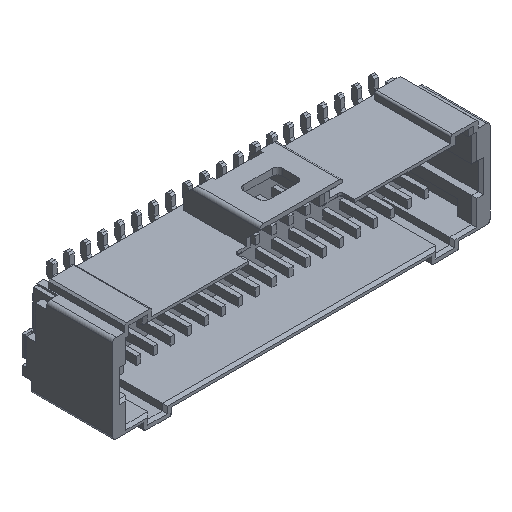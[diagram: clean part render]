
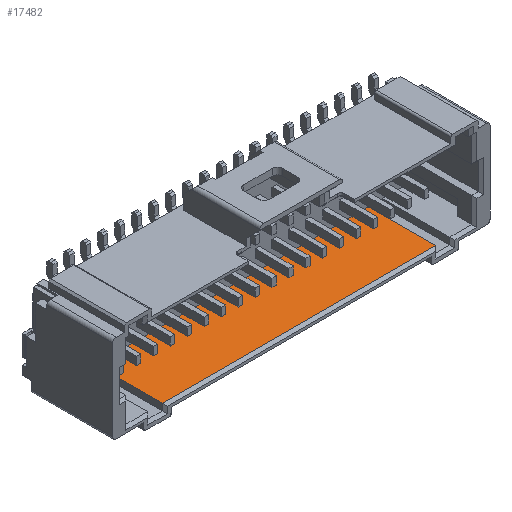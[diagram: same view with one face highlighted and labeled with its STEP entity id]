
A CAD part, isometric view. The second image highlights one B-rep face of the part: STEP entity #17482.
In plain terms, the highlighted planar face has unit normal (0, 0, 1).
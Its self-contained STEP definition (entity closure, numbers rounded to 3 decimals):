
#7524 = PLANE('',#7525);
#7525 = AXIS2_PLACEMENT_3D('',#7526,#7527,#7528);
#7526 = CARTESIAN_POINT('',(0.,5.,0.));
#7527 = DIRECTION('',(0.,-1.,0.));
#7528 = DIRECTION('',(0.,0.,-1.));
#12783 = PLANE('',#12784);
#12784 = AXIS2_PLACEMENT_3D('',#12785,#12786,#12787);
#12785 = CARTESIAN_POINT('',(-8.075,1.04,0.305));
#12786 = DIRECTION('',(0.,0.707,-0.707));
#12787 = DIRECTION('',(1.,0.,0.));
#17374 = PLANE('',#17375);
#17375 = AXIS2_PLACEMENT_3D('',#17376,#17377,#17378);
#17376 = CARTESIAN_POINT('',(-8.075,5.,-0.09));
#17377 = DIRECTION('',(1.,0.,0.));
#17378 = DIRECTION('',(0.,0.,-1.));
#17412 = VERTEX_POINT('',#17413);
#17413 = CARTESIAN_POINT('',(-8.075,1.04,0.305));
#17434 = EDGE_CURVE('',#17412,#17435,#17437,.T.);
#17435 = VERTEX_POINT('',#17436);
#17436 = CARTESIAN_POINT('',(-8.075,5.,0.305));
#17437 = SURFACE_CURVE('',#17438,(#17442,#17449),.PCURVE_S1.);
#17438 = LINE('',#17439,#17440);
#17439 = CARTESIAN_POINT('',(-8.075,5.,0.305));
#17440 = VECTOR('',#17441,1.);
#17441 = DIRECTION('',(0.,1.,0.));
#17442 = PCURVE('',#17374,#17443);
#17443 = DEFINITIONAL_REPRESENTATION('',(#17444),#17448);
#17444 = LINE('',#17445,#17446);
#17445 = CARTESIAN_POINT('',(-0.395,0.));
#17446 = VECTOR('',#17447,1.);
#17447 = DIRECTION('',(0.,1.));
#17448 = ( GEOMETRIC_REPRESENTATION_CONTEXT(2) 
PARAMETRIC_REPRESENTATION_CONTEXT() REPRESENTATION_CONTEXT('2D SPACE',''
  ) );
#17449 = PCURVE('',#17450,#17455);
#17450 = PLANE('',#17451);
#17451 = AXIS2_PLACEMENT_3D('',#17452,#17453,#17454);
#17452 = CARTESIAN_POINT('',(-8.075,5.,0.305));
#17453 = DIRECTION('',(0.,0.,-1.));
#17454 = DIRECTION('',(-1.,0.,0.));
#17455 = DEFINITIONAL_REPRESENTATION('',(#17456),#17460);
#17456 = LINE('',#17457,#17458);
#17457 = CARTESIAN_POINT('',(0.,0.));
#17458 = VECTOR('',#17459,1.);
#17459 = DIRECTION('',(0.,1.));
#17460 = ( GEOMETRIC_REPRESENTATION_CONTEXT(2) 
PARAMETRIC_REPRESENTATION_CONTEXT() REPRESENTATION_CONTEXT('2D SPACE',''
  ) );
#17482 = ADVANCED_FACE('',(#17483),#17450,.F.);
#17483 = FACE_BOUND('',#17484,.T.);
#17484 = EDGE_LOOP('',(#17485,#17486,#17509,#17537));
#17485 = ORIENTED_EDGE('',*,*,#17434,.F.);
#17486 = ORIENTED_EDGE('',*,*,#17487,.T.);
#17487 = EDGE_CURVE('',#17412,#17488,#17490,.T.);
#17488 = VERTEX_POINT('',#17489);
#17489 = CARTESIAN_POINT('',(8.075,1.04,0.305));
#17490 = SURFACE_CURVE('',#17491,(#17495,#17502),.PCURVE_S1.);
#17491 = LINE('',#17492,#17493);
#17492 = CARTESIAN_POINT('',(-8.075,1.04,0.305));
#17493 = VECTOR('',#17494,1.);
#17494 = DIRECTION('',(1.,0.,0.));
#17495 = PCURVE('',#17450,#17496);
#17496 = DEFINITIONAL_REPRESENTATION('',(#17497),#17501);
#17497 = LINE('',#17498,#17499);
#17498 = CARTESIAN_POINT('',(0.,-3.96));
#17499 = VECTOR('',#17500,1.);
#17500 = DIRECTION('',(-1.,0.));
#17501 = ( GEOMETRIC_REPRESENTATION_CONTEXT(2) 
PARAMETRIC_REPRESENTATION_CONTEXT() REPRESENTATION_CONTEXT('2D SPACE',''
  ) );
#17502 = PCURVE('',#12783,#17503);
#17503 = DEFINITIONAL_REPRESENTATION('',(#17504),#17508);
#17504 = LINE('',#17505,#17506);
#17505 = CARTESIAN_POINT('',(0.,0.));
#17506 = VECTOR('',#17507,1.);
#17507 = DIRECTION('',(1.,0.));
#17508 = ( GEOMETRIC_REPRESENTATION_CONTEXT(2) 
PARAMETRIC_REPRESENTATION_CONTEXT() REPRESENTATION_CONTEXT('2D SPACE',''
  ) );
#17509 = ORIENTED_EDGE('',*,*,#17510,.T.);
#17510 = EDGE_CURVE('',#17488,#17511,#17513,.T.);
#17511 = VERTEX_POINT('',#17512);
#17512 = CARTESIAN_POINT('',(8.075,5.,0.305));
#17513 = SURFACE_CURVE('',#17514,(#17518,#17525),.PCURVE_S1.);
#17514 = LINE('',#17515,#17516);
#17515 = CARTESIAN_POINT('',(8.075,5.,0.305));
#17516 = VECTOR('',#17517,1.);
#17517 = DIRECTION('',(0.,1.,0.));
#17518 = PCURVE('',#17450,#17519);
#17519 = DEFINITIONAL_REPRESENTATION('',(#17520),#17524);
#17520 = LINE('',#17521,#17522);
#17521 = CARTESIAN_POINT('',(-16.15,0.));
#17522 = VECTOR('',#17523,1.);
#17523 = DIRECTION('',(0.,1.));
#17524 = ( GEOMETRIC_REPRESENTATION_CONTEXT(2) 
PARAMETRIC_REPRESENTATION_CONTEXT() REPRESENTATION_CONTEXT('2D SPACE',''
  ) );
#17525 = PCURVE('',#17526,#17531);
#17526 = PLANE('',#17527);
#17527 = AXIS2_PLACEMENT_3D('',#17528,#17529,#17530);
#17528 = CARTESIAN_POINT('',(8.075,5.,0.305));
#17529 = DIRECTION('',(-1.,0.,0.));
#17530 = DIRECTION('',(0.,0.,1.));
#17531 = DEFINITIONAL_REPRESENTATION('',(#17532),#17536);
#17532 = LINE('',#17533,#17534);
#17533 = CARTESIAN_POINT('',(0.,0.));
#17534 = VECTOR('',#17535,1.);
#17535 = DIRECTION('',(0.,1.));
#17536 = ( GEOMETRIC_REPRESENTATION_CONTEXT(2) 
PARAMETRIC_REPRESENTATION_CONTEXT() REPRESENTATION_CONTEXT('2D SPACE',''
  ) );
#17537 = ORIENTED_EDGE('',*,*,#17538,.T.);
#17538 = EDGE_CURVE('',#17511,#17435,#17539,.T.);
#17539 = SURFACE_CURVE('',#17540,(#17544,#17551),.PCURVE_S1.);
#17540 = LINE('',#17541,#17542);
#17541 = CARTESIAN_POINT('',(-8.075,5.,0.305));
#17542 = VECTOR('',#17543,1.);
#17543 = DIRECTION('',(-1.,0.,0.));
#17544 = PCURVE('',#17450,#17545);
#17545 = DEFINITIONAL_REPRESENTATION('',(#17546),#17550);
#17546 = LINE('',#17547,#17548);
#17547 = CARTESIAN_POINT('',(0.,0.));
#17548 = VECTOR('',#17549,1.);
#17549 = DIRECTION('',(1.,0.));
#17550 = ( GEOMETRIC_REPRESENTATION_CONTEXT(2) 
PARAMETRIC_REPRESENTATION_CONTEXT() REPRESENTATION_CONTEXT('2D SPACE',''
  ) );
#17551 = PCURVE('',#7524,#17552);
#17552 = DEFINITIONAL_REPRESENTATION('',(#17553),#17557);
#17553 = LINE('',#17554,#17555);
#17554 = CARTESIAN_POINT('',(-0.305,-8.075));
#17555 = VECTOR('',#17556,1.);
#17556 = DIRECTION('',(0.,-1.));
#17557 = ( GEOMETRIC_REPRESENTATION_CONTEXT(2) 
PARAMETRIC_REPRESENTATION_CONTEXT() REPRESENTATION_CONTEXT('2D SPACE',''
  ) );
